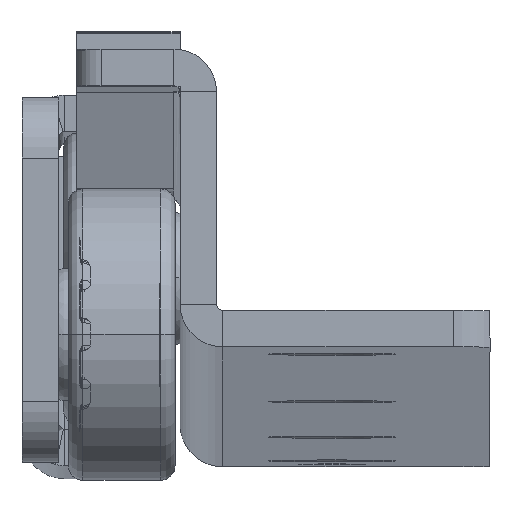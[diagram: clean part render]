
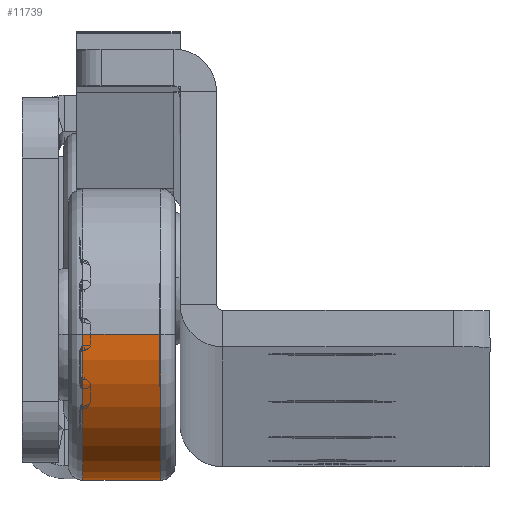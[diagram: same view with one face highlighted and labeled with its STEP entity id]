
A CAD part, top view. The second image highlights one B-rep face of the part: STEP entity #11739.
In plain terms, the highlighted cylindrical face has radius 12 mm (diameter 24 mm), a partial arc.
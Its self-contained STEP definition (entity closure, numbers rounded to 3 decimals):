
#845 = FACE_OUTER_BOUND ( 'NONE', #10530, .T. ) ;
#1194 = EDGE_CURVE ( 'NONE', #13525, #16447, #7637, .T. ) ;
#1259 = AXIS2_PLACEMENT_3D ( 'NONE', #15750, #8721, #6893 ) ;
#1560 = VERTEX_POINT ( 'NONE', #11773 ) ;
#1909 = CARTESIAN_POINT ( 'NONE',  ( 0., 0., -12. ) ) ;
#2497 = DIRECTION ( 'NONE',  ( -1., 0., 0. ) ) ;
#2662 = CARTESIAN_POINT ( 'NONE',  ( 7.6, 0., -12. ) ) ;
#2823 = CARTESIAN_POINT ( 'NONE',  ( 0., 0., 12. ) ) ;
#2825 = CARTESIAN_POINT ( 'NONE',  ( 7.6, 0., 12. ) ) ;
#3170 = ORIENTED_EDGE ( 'NONE', *, *, #1194, .T. ) ;
#3461 = DIRECTION ( 'NONE',  ( -1., 0., 0. ) ) ;
#3697 = CARTESIAN_POINT ( 'NONE',  ( 7.6, 0., 0. ) ) ;
#4543 = ORIENTED_EDGE ( 'NONE', *, *, #18349, .F. ) ;
#5907 = CIRCLE ( 'NONE', #1259, 12. ) ;
#6049 = ORIENTED_EDGE ( 'NONE', *, *, #9655, .T. ) ;
#6841 = CYLINDRICAL_SURFACE ( 'NONE', #17077, 12. ) ;
#6893 = DIRECTION ( 'NONE',  ( 0., 0., 1. ) ) ;
#7595 = LINE ( 'NONE', #1909, #15007 ) ;
#7637 = CIRCLE ( 'NONE', #16565, 12. ) ;
#8721 = DIRECTION ( 'NONE',  ( -1., 0., 0. ) ) ;
#8806 = LINE ( 'NONE', #2823, #15924 ) ;
#9655 = EDGE_CURVE ( 'NONE', #16447, #13493, #7595, .T. ) ;
#9723 = CARTESIAN_POINT ( 'NONE',  ( 0., 0., 0. ) ) ;
#9767 = CARTESIAN_POINT ( 'NONE',  ( 1.2, 0., -12. ) ) ;
#9874 = DIRECTION ( 'NONE',  ( 0., 0., 1. ) ) ;
#10078 = EDGE_CURVE ( 'NONE', #13525, #1560, #8806, .T. ) ;
#10346 = DIRECTION ( 'NONE',  ( -1., 0., 0. ) ) ;
#10530 = EDGE_LOOP ( 'NONE', ( #3170, #6049, #4543, #16950 ) ) ;
#11739 = ADVANCED_FACE ( 'NONE', ( #845 ), #6841, .T. ) ;
#11773 = CARTESIAN_POINT ( 'NONE',  ( 1.2, 0., 12. ) ) ;
#13493 = VERTEX_POINT ( 'NONE', #9767 ) ;
#13525 = VERTEX_POINT ( 'NONE', #2825 ) ;
#14159 = DIRECTION ( 'NONE',  ( 0., 0., 1. ) ) ;
#15007 = VECTOR ( 'NONE', #3461, 1000. ) ;
#15747 = DIRECTION ( 'NONE',  ( -1., 0., 0. ) ) ;
#15750 = CARTESIAN_POINT ( 'NONE',  ( 1.2, 0., 0. ) ) ;
#15924 = VECTOR ( 'NONE', #10346, 1000. ) ;
#16447 = VERTEX_POINT ( 'NONE', #2662 ) ;
#16565 = AXIS2_PLACEMENT_3D ( 'NONE', #3697, #15747, #9874 ) ;
#16950 = ORIENTED_EDGE ( 'NONE', *, *, #10078, .F. ) ;
#17077 = AXIS2_PLACEMENT_3D ( 'NONE', #9723, #2497, #14159 ) ;
#18349 = EDGE_CURVE ( 'NONE', #1560, #13493, #5907, .T. ) ;
